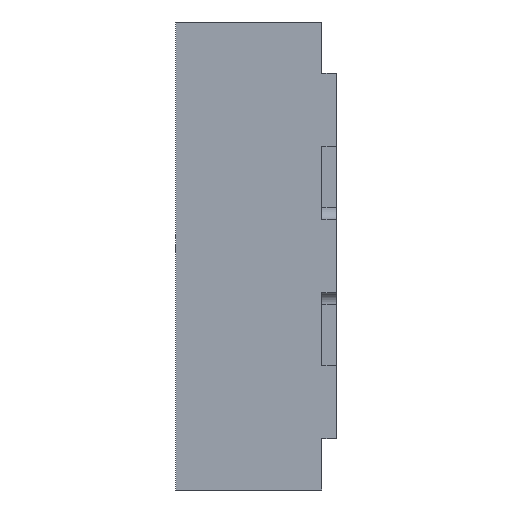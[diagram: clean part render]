
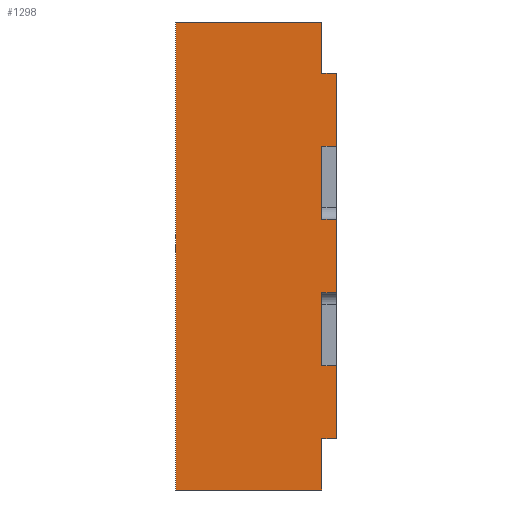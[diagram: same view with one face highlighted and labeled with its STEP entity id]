
A CAD part, left-side view. The second image highlights one B-rep face of the part: STEP entity #1298.
In plain terms, the highlighted planar face has unit normal (-1, 0, 0).
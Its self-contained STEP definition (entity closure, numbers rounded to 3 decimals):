
#39=DIRECTION('',(0.,0.,1.));
#40=VECTOR('',#39,0.175);
#41=CARTESIAN_POINT('',(-0.8,0.,-0.8));
#42=LINE('',#41,#40);
#65=DIRECTION('',(0.,0.,1.));
#66=VECTOR('',#65,0.25);
#67=CARTESIAN_POINT('',(-0.8,0.,-0.375));
#68=LINE('',#67,#66);
#119=DIRECTION('',(0.,0.,1.));
#120=VECTOR('',#119,0.25);
#121=CARTESIAN_POINT('',(-0.8,0.,0.125));
#122=LINE('',#121,#120);
#145=DIRECTION('',(0.,0.,1.));
#146=VECTOR('',#145,0.175);
#147=CARTESIAN_POINT('',(-0.8,0.,0.625));
#148=LINE('',#147,#146);
#335=DIRECTION('',(0.,0.,1.));
#336=VECTOR('',#335,0.25);
#337=CARTESIAN_POINT('',(-0.8,-0.05,-0.125));
#338=LINE('',#337,#336);
#407=DIRECTION('',(0.,0.,1.));
#408=VECTOR('',#407,0.25);
#409=CARTESIAN_POINT('',(-0.8,-0.05,-0.625));
#410=LINE('',#409,#408);
#419=DIRECTION('',(0.,0.,1.));
#420=VECTOR('',#419,0.25);
#421=CARTESIAN_POINT('',(-0.8,-0.05,0.375));
#422=LINE('',#421,#420);
#461=DIRECTION('',(0.,-1.,0.));
#462=VECTOR('',#461,0.05);
#463=CARTESIAN_POINT('',(-0.8,0.,-0.625));
#464=LINE('',#463,#462);
#465=DIRECTION('',(0.,1.,0.));
#466=VECTOR('',#465,0.5);
#467=CARTESIAN_POINT('',(-0.8,0.,-0.8));
#468=LINE('',#467,#466);
#469=DIRECTION('',(0.,-1.,0.));
#470=VECTOR('',#469,0.05);
#471=CARTESIAN_POINT('',(-0.8,0.,0.375));
#472=LINE('',#471,#470);
#473=DIRECTION('',(0.,-1.,0.));
#474=VECTOR('',#473,0.05);
#475=CARTESIAN_POINT('',(-0.8,0.,-0.125));
#476=LINE('',#475,#474);
#477=DIRECTION('',(0.,-1.,0.));
#478=VECTOR('',#477,0.05);
#479=CARTESIAN_POINT('',(-0.8,0.,-0.375));
#480=LINE('',#479,#478);
#501=DIRECTION('',(0.,0.,1.));
#502=VECTOR('',#501,1.6);
#503=CARTESIAN_POINT('',(-0.8,0.5,-0.8));
#504=LINE('',#503,#502);
#517=DIRECTION('',(0.,1.,0.));
#518=VECTOR('',#517,0.5);
#519=CARTESIAN_POINT('',(-0.8,0.,0.8));
#520=LINE('',#519,#518);
#521=DIRECTION('',(0.,-1.,0.));
#522=VECTOR('',#521,0.05);
#523=CARTESIAN_POINT('',(-0.8,0.,0.625));
#524=LINE('',#523,#522);
#549=DIRECTION('',(0.,-1.,0.));
#550=VECTOR('',#549,0.05);
#551=CARTESIAN_POINT('',(-0.8,0.,0.125));
#552=LINE('',#551,#550);
#609=CARTESIAN_POINT('',(-0.8,0.,0.8));
#611=VERTEX_POINT('',#609);
#614=CARTESIAN_POINT('',(-0.8,0.,-0.8));
#616=VERTEX_POINT('',#614);
#617=CARTESIAN_POINT('',(-0.8,0.5,-0.8));
#618=CARTESIAN_POINT('',(-0.8,0.5,0.8));
#619=VERTEX_POINT('',#617);
#620=VERTEX_POINT('',#618);
#661=CARTESIAN_POINT('',(-0.8,-0.05,-0.125));
#662=CARTESIAN_POINT('',(-0.8,-0.05,0.125));
#663=VERTEX_POINT('',#661);
#664=VERTEX_POINT('',#662);
#697=CARTESIAN_POINT('',(-0.8,-0.05,-0.625));
#698=VERTEX_POINT('',#697);
#699=CARTESIAN_POINT('',(-0.8,-0.05,-0.375));
#700=VERTEX_POINT('',#699);
#702=CARTESIAN_POINT('',(-0.8,-0.05,0.375));
#704=VERTEX_POINT('',#702);
#705=CARTESIAN_POINT('',(-0.8,-0.05,0.625));
#706=VERTEX_POINT('',#705);
#781=CARTESIAN_POINT('',(-0.8,0.,-0.625));
#782=VERTEX_POINT('',#781);
#783=CARTESIAN_POINT('',(-0.8,0.,-0.375));
#784=VERTEX_POINT('',#783);
#785=CARTESIAN_POINT('',(-0.8,0.,0.375));
#787=VERTEX_POINT('',#785);
#789=CARTESIAN_POINT('',(-0.8,0.,0.625));
#791=VERTEX_POINT('',#789);
#797=CARTESIAN_POINT('',(-0.8,0.,-0.125));
#798=VERTEX_POINT('',#797);
#799=CARTESIAN_POINT('',(-0.8,0.,0.125));
#800=VERTEX_POINT('',#799);
#1266=CARTESIAN_POINT('',(-0.8,0.,-0.8));
#1267=DIRECTION('',(-1.,0.,0.));
#1268=DIRECTION('',(0.,0.,1.));
#1269=AXIS2_PLACEMENT_3D('',#1266,#1267,#1268);
#1270=PLANE('',#1269);
#1271=ORIENTED_EDGE('',*,*,#836,.F.);
#1273=ORIENTED_EDGE('',*,*,#1272,.T.);
#1274=ORIENTED_EDGE('',*,*,#1175,.F.);
#1276=ORIENTED_EDGE('',*,*,#1275,.F.);
#1277=ORIENTED_EDGE('',*,*,#824,.F.);
#1279=ORIENTED_EDGE('',*,*,#1278,.T.);
#1281=ORIENTED_EDGE('',*,*,#1280,.T.);
#1283=ORIENTED_EDGE('',*,*,#1282,.F.);
#1284=ORIENTED_EDGE('',*,*,#876,.F.);
#1286=ORIENTED_EDGE('',*,*,#1285,.T.);
#1287=ORIENTED_EDGE('',*,*,#1189,.F.);
#1289=ORIENTED_EDGE('',*,*,#1288,.F.);
#1290=ORIENTED_EDGE('',*,*,#864,.F.);
#1292=ORIENTED_EDGE('',*,*,#1291,.T.);
#1293=ORIENTED_EDGE('',*,*,#1131,.F.);
#1295=ORIENTED_EDGE('',*,*,#1294,.F.);
#1296=EDGE_LOOP('',(#1271,#1273,#1274,#1276,#1277,#1279,#1281,#1283,#1284,#1286,
#1287,#1289,#1290,#1292,#1293,#1295));
#1297=FACE_OUTER_BOUND('',#1296,.F.);
#824=EDGE_CURVE('',#616,#782,#42,.T.);
#836=EDGE_CURVE('',#784,#798,#68,.T.);
#864=EDGE_CURVE('',#800,#787,#122,.T.);
#876=EDGE_CURVE('',#791,#611,#148,.T.);
#1131=EDGE_CURVE('',#663,#664,#338,.T.);
#1175=EDGE_CURVE('',#698,#700,#410,.T.);
#1189=EDGE_CURVE('',#704,#706,#422,.T.);
#1272=EDGE_CURVE('',#784,#700,#480,.T.);
#1275=EDGE_CURVE('',#782,#698,#464,.T.);
#1278=EDGE_CURVE('',#616,#619,#468,.T.);
#1280=EDGE_CURVE('',#619,#620,#504,.T.);
#1282=EDGE_CURVE('',#611,#620,#520,.T.);
#1285=EDGE_CURVE('',#791,#706,#524,.T.);
#1288=EDGE_CURVE('',#787,#704,#472,.T.);
#1291=EDGE_CURVE('',#800,#664,#552,.T.);
#1294=EDGE_CURVE('',#798,#663,#476,.T.);
#1298=ADVANCED_FACE('',(#1297),#1270,.T.);
